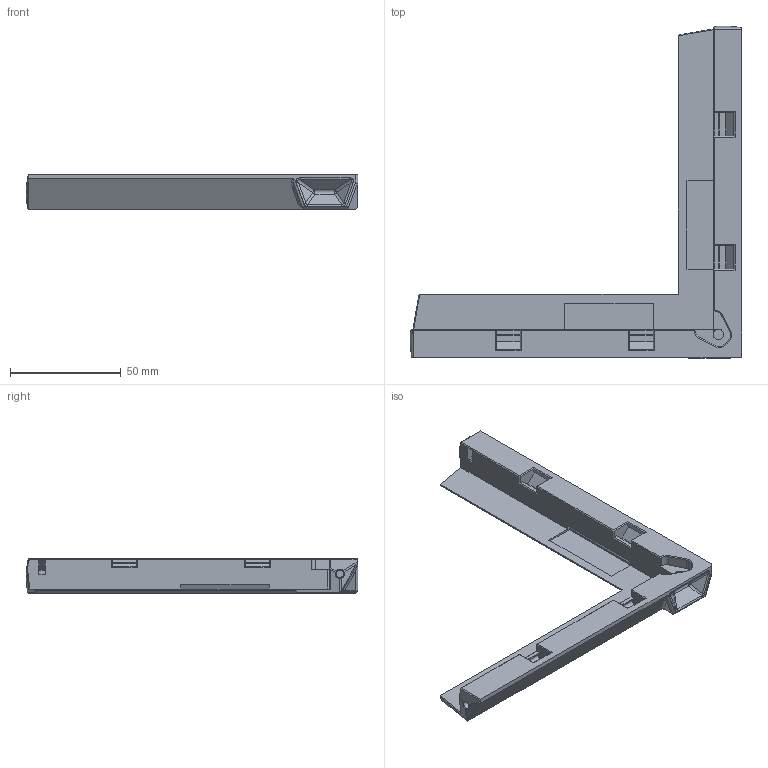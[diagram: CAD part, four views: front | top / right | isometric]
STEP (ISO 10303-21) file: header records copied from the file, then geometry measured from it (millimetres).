
FILE_DESCRIPTION(/* description */ (''),/* implementation_level */ '2;1');
FILE_NAME(/* name */ 'Corner.step',/* time_stamp */ '2025-08-25T16:38:04-05:00',/* author */ (''),/* organization */ (''),/* preprocessor_version */ 'ST-DEVELOPER v20.1',/* originating_system */ 'Autodesk Translation Framework v14.10.0.0',/* authorisation */ '');
FILE_SCHEMA (('AUTOMOTIVE_DESIGN { 1 0 10303 214 3 1 1 }'));
Length unit declared in the file: millimetre
Products named in the file (1): Corner
Bounding box: 149.73 x 149.73 x 15.75 mm (x, y, z)
Volume: 46629.7 mm3; surface area: 24646.2 mm2
Topology: 1 solids, 1 shells, 248 faces, 631 edges, 390 vertices
Faces by surface type: plane 182, cylinder 41, bspline 16, sphere 5, cone 4
Full cylindrical faces by diameter (mm): 3.4 x4, 4.7 x1
Entity records: 7732 total; most frequent: CARTESIAN_POINT 1794, ORIENTED_EDGE 1262, DIRECTION 1153, EDGE_CURVE 631, LINE 495, VECTOR 495, VERTEX_POINT 390, AXIS2_PLACEMENT_3D 329
